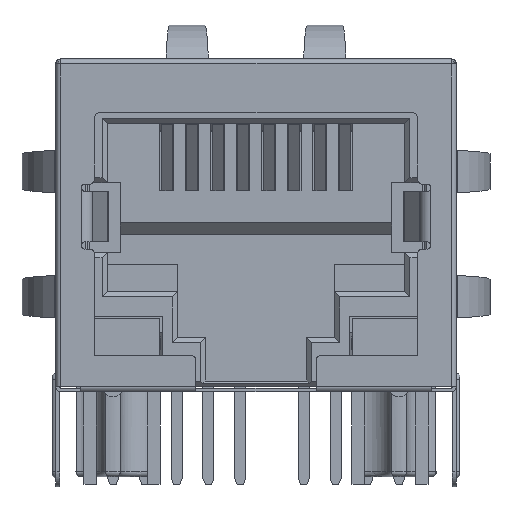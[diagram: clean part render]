
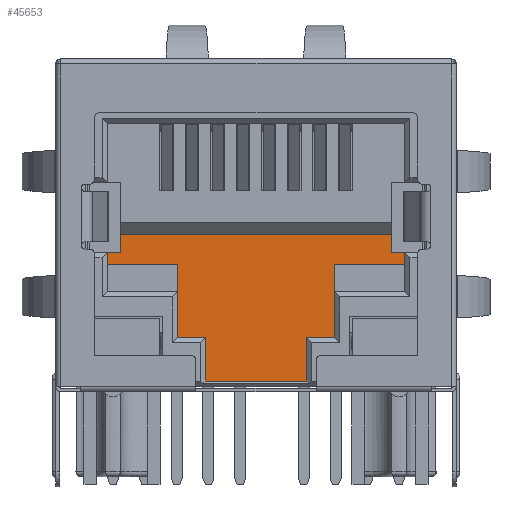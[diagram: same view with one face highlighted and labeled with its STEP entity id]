
A CAD part, front view. The second image highlights one B-rep face of the part: STEP entity #45653.
In plain terms, the highlighted planar face has unit normal (0, -1, 0).
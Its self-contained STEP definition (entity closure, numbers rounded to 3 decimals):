
#1904=ORIENTED_EDGE('',*,*,#12077,.F.);
#1905=ORIENTED_EDGE('',*,*,#12078,.T.);
#1906=ORIENTED_EDGE('',*,*,#12079,.F.);
#1907=ORIENTED_EDGE('',*,*,#12080,.F.);
#1908=ORIENTED_EDGE('',*,*,#12081,.F.);
#1909=ORIENTED_EDGE('',*,*,#12082,.F.);
#1910=ORIENTED_EDGE('',*,*,#12083,.T.);
#1911=ORIENTED_EDGE('',*,*,#12084,.T.);
#1912=ORIENTED_EDGE('',*,*,#12085,.F.);
#1913=ORIENTED_EDGE('',*,*,#12086,.T.);
#1914=ORIENTED_EDGE('',*,*,#12087,.T.);
#1915=ORIENTED_EDGE('',*,*,#12088,.T.);
#1916=ORIENTED_EDGE('',*,*,#12089,.T.);
#1917=ORIENTED_EDGE('',*,*,#12090,.T.);
#1918=ORIENTED_EDGE('',*,*,#12091,.T.);
#1919=ORIENTED_EDGE('',*,*,#12092,.T.);
#1920=ORIENTED_EDGE('',*,*,#12093,.T.);
#1921=ORIENTED_EDGE('',*,*,#12094,.T.);
#1922=ORIENTED_EDGE('',*,*,#12095,.T.);
#1923=ORIENTED_EDGE('',*,*,#12096,.F.);
#12077=EDGE_CURVE('',#17152,#17153,#20478,.T.);
#12078=EDGE_CURVE('',#17152,#17154,#20479,.T.);
#12079=EDGE_CURVE('',#17155,#17154,#20480,.T.);
#12080=EDGE_CURVE('',#17156,#17155,#20481,.T.);
#12081=EDGE_CURVE('',#17157,#17156,#20482,.T.);
#12082=EDGE_CURVE('',#17158,#17157,#20483,.T.);
#12083=EDGE_CURVE('',#17158,#17159,#20484,.T.);
#12084=EDGE_CURVE('',#17159,#17160,#20485,.T.);
#12085=EDGE_CURVE('',#17161,#17160,#20486,.T.);
#12086=EDGE_CURVE('',#17161,#17162,#20487,.T.);
#12087=EDGE_CURVE('',#17162,#17163,#20488,.T.);
#12088=EDGE_CURVE('',#17163,#17164,#20489,.T.);
#12089=EDGE_CURVE('',#17164,#17165,#20490,.T.);
#12090=EDGE_CURVE('',#17165,#17166,#20491,.T.);
#12091=EDGE_CURVE('',#17166,#17167,#20492,.T.);
#12092=EDGE_CURVE('',#17167,#17168,#20493,.T.);
#12093=EDGE_CURVE('',#17168,#17169,#20494,.T.);
#12094=EDGE_CURVE('',#17169,#17170,#20495,.T.);
#12095=EDGE_CURVE('',#17170,#17171,#20496,.T.);
#12096=EDGE_CURVE('',#17153,#17171,#20497,.T.);
#17152=VERTEX_POINT('',#59065);
#17153=VERTEX_POINT('',#59066);
#17154=VERTEX_POINT('',#59068);
#17155=VERTEX_POINT('',#59070);
#17156=VERTEX_POINT('',#59072);
#17157=VERTEX_POINT('',#59074);
#17158=VERTEX_POINT('',#59076);
#17159=VERTEX_POINT('',#59078);
#17160=VERTEX_POINT('',#59080);
#17161=VERTEX_POINT('',#59082);
#17162=VERTEX_POINT('',#59084);
#17163=VERTEX_POINT('',#59086);
#17164=VERTEX_POINT('',#59088);
#17165=VERTEX_POINT('',#59090);
#17166=VERTEX_POINT('',#59092);
#17167=VERTEX_POINT('',#59094);
#17168=VERTEX_POINT('',#59096);
#17169=VERTEX_POINT('',#59098);
#17170=VERTEX_POINT('',#59100);
#17171=VERTEX_POINT('',#59102);
#20478=LINE('',#59064,#24460);
#20479=LINE('',#59067,#24461);
#20480=LINE('',#59069,#24462);
#20481=LINE('',#59071,#24463);
#20482=LINE('',#59073,#24464);
#20483=LINE('',#59075,#24465);
#20484=LINE('',#59077,#24466);
#20485=LINE('',#59079,#24467);
#20486=LINE('',#59081,#24468);
#20487=LINE('',#59083,#24469);
#20488=LINE('',#59085,#24470);
#20489=LINE('',#59087,#24471);
#20490=LINE('',#59089,#24472);
#20491=LINE('',#59091,#24473);
#20492=LINE('',#59093,#24474);
#20493=LINE('',#59095,#24475);
#20494=LINE('',#59097,#24476);
#20495=LINE('',#59099,#24477);
#20496=LINE('',#59101,#24478);
#20497=LINE('',#59103,#24479);
#24460=VECTOR('',#50123,1000.);
#24461=VECTOR('',#50124,1000.);
#24462=VECTOR('',#50125,1000.);
#24463=VECTOR('',#50126,1000.);
#24464=VECTOR('',#50127,1000.);
#24465=VECTOR('',#50128,1000.);
#24466=VECTOR('',#50129,1000.);
#24467=VECTOR('',#50130,1000.);
#24468=VECTOR('',#50131,1000.);
#24469=VECTOR('',#50132,1000.);
#24470=VECTOR('',#50133,1000.);
#24471=VECTOR('',#50134,1000.);
#24472=VECTOR('',#50135,1000.);
#24473=VECTOR('',#50136,1000.);
#24474=VECTOR('',#50137,1000.);
#24475=VECTOR('',#50138,1000.);
#24476=VECTOR('',#50139,1000.);
#24477=VECTOR('',#50140,1000.);
#24478=VECTOR('',#50141,1000.);
#24479=VECTOR('',#50142,1000.);
#28172=EDGE_LOOP('',(#1904,#1905,#1906,#1907,#1908,#1909,#1910,#1911,#1912,
#1913,#1914,#1915,#1916,#1917,#1918,#1919,#1920,#1921,#1922,#1923));
#30007=FACE_BOUND('',#28172,.T.);
#31841=PLANE('',#47443);
#45653=ADVANCED_FACE('',(#30007),#31841,.F.);
#47443=AXIS2_PLACEMENT_3D('',#59063,#50121,#50122);
#50121=DIRECTION('',(0.,1.,0.));
#50122=DIRECTION('',(0.,0.,1.));
#50123=DIRECTION('',(-1.,0.,0.));
#50124=DIRECTION('',(0.,0.,1.));
#50125=DIRECTION('',(-1.,0.,0.));
#50126=DIRECTION('',(0.,0.,-1.));
#50127=DIRECTION('',(1.,0.,0.));
#50128=DIRECTION('',(0.,0.,-1.));
#50129=DIRECTION('',(-1.,0.,0.));
#50130=DIRECTION('',(0.,0.,-1.));
#50131=DIRECTION('',(1.,0.,0.));
#50132=DIRECTION('',(0.,0.,-1.));
#50133=DIRECTION('',(1.,0.,0.));
#50134=DIRECTION('',(0.,0.,-1.));
#50135=DIRECTION('',(1.,0.,0.));
#50136=DIRECTION('',(0.,0.,-1.));
#50137=DIRECTION('',(-1.,0.,0.));
#50138=DIRECTION('',(0.,0.,-1.));
#50139=DIRECTION('',(1.,0.,0.));
#50140=DIRECTION('',(0.,0.,1.));
#50141=DIRECTION('',(-1.,0.,0.));
#50142=DIRECTION('',(0.,0.,-1.));
#59063=CARTESIAN_POINT('',(5.95,0.911,-0.31));
#59064=CARTESIAN_POINT('',(2.025,0.911,-4.42));
#59065=CARTESIAN_POINT('',(3.15,0.911,-4.42));
#59066=CARTESIAN_POINT('',(2.025,0.911,-4.42));
#59067=CARTESIAN_POINT('',(3.15,0.911,-4.42));
#59068=CARTESIAN_POINT('',(3.15,0.911,-1.53));
#59069=CARTESIAN_POINT('',(5.95,0.911,-1.53));
#59070=CARTESIAN_POINT('',(5.95,0.911,-1.53));
#59071=CARTESIAN_POINT('',(5.95,0.911,-0.31));
#59072=CARTESIAN_POINT('',(5.95,0.911,-1.04));
#59073=CARTESIAN_POINT('',(5.95,0.911,-1.04));
#59074=CARTESIAN_POINT('',(5.425,0.911,-1.04));
#59075=CARTESIAN_POINT('',(5.425,0.911,1.76));
#59076=CARTESIAN_POINT('',(5.425,0.911,-0.31));
#59077=CARTESIAN_POINT('',(5.95,0.911,-0.31));
#59078=CARTESIAN_POINT('',(-5.425,0.911,-0.31));
#59079=CARTESIAN_POINT('',(-5.425,0.911,1.76));
#59080=CARTESIAN_POINT('',(-5.425,0.911,-1.04));
#59081=CARTESIAN_POINT('',(-6.725,0.911,-1.04));
#59082=CARTESIAN_POINT('',(-5.95,0.911,-1.04));
#59083=CARTESIAN_POINT('',(-5.95,0.911,-0.31));
#59084=CARTESIAN_POINT('',(-5.95,0.911,-1.53));
#59085=CARTESIAN_POINT('',(-5.95,0.911,-1.53));
#59086=CARTESIAN_POINT('',(-3.15,0.911,-1.53));
#59087=CARTESIAN_POINT('',(-3.15,0.911,-1.53));
#59088=CARTESIAN_POINT('',(-3.15,0.911,-4.42));
#59089=CARTESIAN_POINT('',(-2.025,0.911,-4.42));
#59090=CARTESIAN_POINT('',(-2.025,0.911,-4.42));
#59091=CARTESIAN_POINT('',(-2.025,0.911,-5.8));
#59092=CARTESIAN_POINT('',(-2.025,0.911,-5.8));
#59093=CARTESIAN_POINT('',(2.03,0.911,-5.8));
#59094=CARTESIAN_POINT('',(-2.03,0.911,-5.8));
#59095=CARTESIAN_POINT('',(-2.03,0.911,-5.8));
#59096=CARTESIAN_POINT('',(-2.03,0.911,-6.17));
#59097=CARTESIAN_POINT('',(-2.03,0.911,-6.17));
#59098=CARTESIAN_POINT('',(2.03,0.911,-6.17));
#59099=CARTESIAN_POINT('',(2.03,0.911,-6.17));
#59100=CARTESIAN_POINT('',(2.03,0.911,-5.8));
#59101=CARTESIAN_POINT('',(2.03,0.911,-5.8));
#59102=CARTESIAN_POINT('',(2.025,0.911,-5.8));
#59103=CARTESIAN_POINT('',(2.025,0.911,-5.8));
